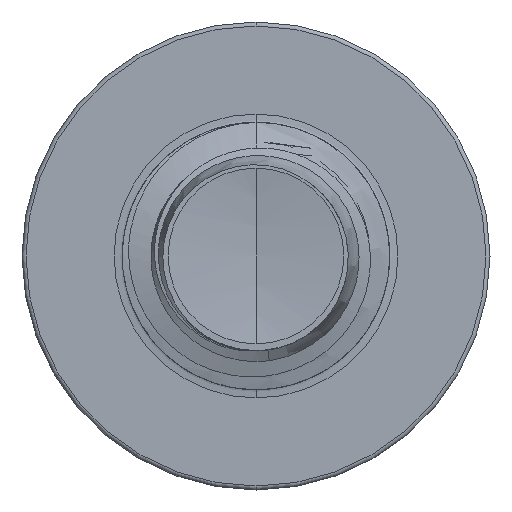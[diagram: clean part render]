
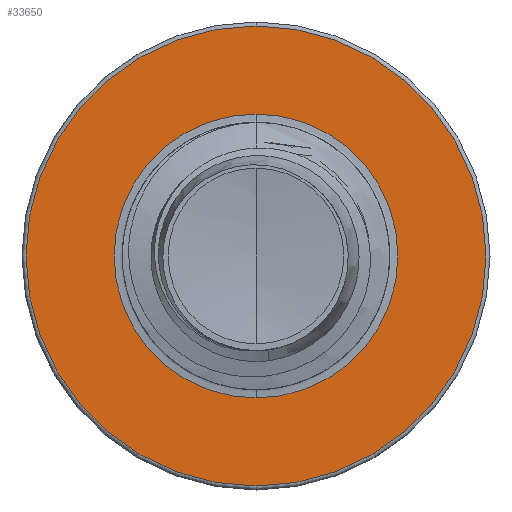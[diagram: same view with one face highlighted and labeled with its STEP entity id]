
A CAD part, front view. The second image highlights one B-rep face of the part: STEP entity #33650.
In plain terms, the highlighted planar face has unit normal (0, -1, 0).
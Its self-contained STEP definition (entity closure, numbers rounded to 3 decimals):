
#200 = FACE_OUTER_BOUND ( 'NONE', #30593, .T. ) ;
#1968 = EDGE_LOOP ( 'NONE', ( #18435, #15505 ) ) ;
#2527 = CARTESIAN_POINT ( 'NONE',  ( 0., 27.5, 5.16 ) ) ;
#5298 = VERTEX_POINT ( 'NONE', #29824 ) ;
#8391 = FACE_BOUND ( 'NONE', #1968, .T. ) ;
#9086 = AXIS2_PLACEMENT_3D ( 'NONE', #12868, #33115, #15800 ) ;
#10199 = DIRECTION ( 'NONE',  ( 0., 0., 1. ) ) ;
#12074 = AXIS2_PLACEMENT_3D ( 'NONE', #34591, #17257, #37499 ) ;
#12868 = CARTESIAN_POINT ( 'NONE',  ( 0., 27.5, 0. ) ) ;
#13193 = VERTEX_POINT ( 'NONE', #23401 ) ;
#13996 = CIRCLE ( 'NONE', #23699, 3.186 ) ;
#14476 = CIRCLE ( 'NONE', #9086, 5.16 ) ;
#15505 = ORIENTED_EDGE ( 'NONE', *, *, #22552, .T. ) ;
#15800 = DIRECTION ( 'NONE',  ( 0., 0., 1. ) ) ;
#16245 = CARTESIAN_POINT ( 'NONE',  ( 0., 27.5, 0. ) ) ;
#16381 = ORIENTED_EDGE ( 'NONE', *, *, #21440, .F. ) ;
#16793 = CARTESIAN_POINT ( 'NONE',  ( 0., 27.5, 0. ) ) ;
#17257 = DIRECTION ( 'NONE',  ( 0., 1., 0. ) ) ;
#18435 = ORIENTED_EDGE ( 'NONE', *, *, #33810, .T. ) ;
#19141 = DIRECTION ( 'NONE',  ( 0., 0., 1. ) ) ;
#19697 = DIRECTION ( 'NONE',  ( 0., 0., 1. ) ) ;
#21440 = EDGE_CURVE ( 'NONE', #27314, #22045, #25248, .T. ) ;
#22045 = VERTEX_POINT ( 'NONE', #2527 ) ;
#22552 = EDGE_CURVE ( 'NONE', #13193, #5298, #13996, .T. ) ;
#23005 = CIRCLE ( 'NONE', #32963, 3.186 ) ;
#23401 = CARTESIAN_POINT ( 'NONE',  ( 0., 27.5, -3.186 ) ) ;
#23699 = AXIS2_PLACEMENT_3D ( 'NONE', #16793, #37033, #19697 ) ;
#24663 = PLANE ( 'NONE',  #34953 ) ;
#25248 = CIRCLE ( 'NONE', #12074, 5.16 ) ;
#27082 = CARTESIAN_POINT ( 'NONE',  ( 0., 27.5, -3.186 ) ) ;
#27314 = VERTEX_POINT ( 'NONE', #34662 ) ;
#27580 = DIRECTION ( 'NONE',  ( 0., 1., 0. ) ) ;
#28353 = EDGE_CURVE ( 'NONE', #22045, #27314, #14476, .T. ) ;
#29097 = ORIENTED_EDGE ( 'NONE', *, *, #28353, .F. ) ;
#29824 = CARTESIAN_POINT ( 'NONE',  ( 0., 27.5, 3.186 ) ) ;
#30593 = EDGE_LOOP ( 'NONE', ( #29097, #16381 ) ) ;
#32963 = AXIS2_PLACEMENT_3D ( 'NONE', #16245, #36484, #19141 ) ;
#33115 = DIRECTION ( 'NONE',  ( 0., 1., 0. ) ) ;
#33650 = ADVANCED_FACE ( 'NONE', ( #200, #8391 ), #24663, .F. ) ;
#33810 = EDGE_CURVE ( 'NONE', #5298, #13193, #23005, .T. ) ;
#34591 = CARTESIAN_POINT ( 'NONE',  ( 0., 27.5, 0. ) ) ;
#34662 = CARTESIAN_POINT ( 'NONE',  ( 0., 27.5, -5.16 ) ) ;
#34953 = AXIS2_PLACEMENT_3D ( 'NONE', #27082, #27580, #10199 ) ;
#36484 = DIRECTION ( 'NONE',  ( 0., 1., 0. ) ) ;
#37033 = DIRECTION ( 'NONE',  ( 0., 1., 0. ) ) ;
#37499 = DIRECTION ( 'NONE',  ( 0., 0., 1. ) ) ;
